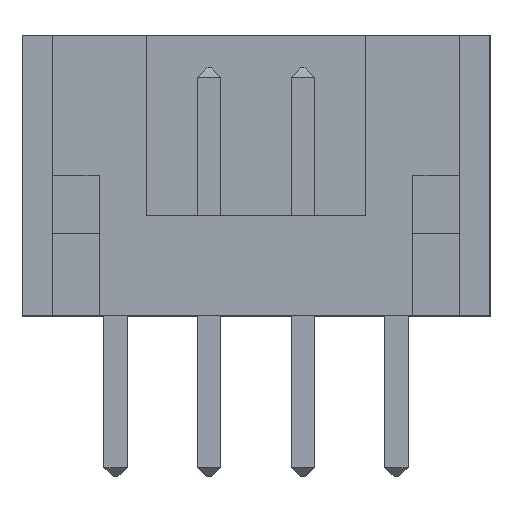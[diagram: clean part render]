
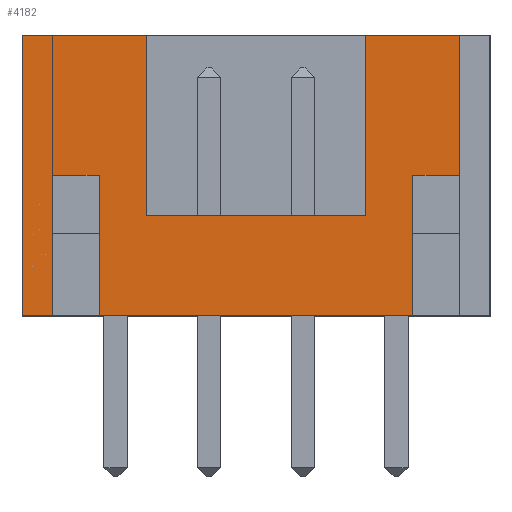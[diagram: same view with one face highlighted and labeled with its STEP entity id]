
A CAD part, top view. The second image highlights one B-rep face of the part: STEP entity #4182.
In plain terms, the highlighted planar face has unit normal (0, 0, 1).
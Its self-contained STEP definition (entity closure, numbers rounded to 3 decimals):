
#70 = VECTOR ( 'NONE', #3527, 1000. ) ;
#104 = VERTEX_POINT ( 'NONE', #727 ) ;
#145 = DIRECTION ( 'NONE',  ( 1., 0., 0. ) ) ;
#156 = EDGE_CURVE ( 'NONE', #505, #999, #3280, .T. ) ;
#176 = LINE ( 'NONE', #1032, #70 ) ;
#193 = CARTESIAN_POINT ( 'NONE',  ( 0., 6., 4.8 ) ) ;
#257 = VERTEX_POINT ( 'NONE', #2909 ) ;
#261 = EDGE_CURVE ( 'NONE', #1336, #1237, #4424, .T. ) ;
#306 = ORIENTED_EDGE ( 'NONE', *, *, #3103, .T. ) ;
#323 = LINE ( 'NONE', #527, #4277 ) ;
#329 = VECTOR ( 'NONE', #4466, 1000. ) ;
#338 = LINE ( 'NONE', #1043, #3952 ) ;
#356 = LINE ( 'NONE', #2890, #4197 ) ;
#382 = VERTEX_POINT ( 'NONE', #2641 ) ;
#444 = DIRECTION ( 'NONE',  ( 0., 1., 0. ) ) ;
#489 = LINE ( 'NONE', #1926, #1203 ) ;
#505 = VERTEX_POINT ( 'NONE', #3024 ) ;
#527 = CARTESIAN_POINT ( 'NONE',  ( 10., 0., 4.8 ) ) ;
#609 = LINE ( 'NONE', #4216, #1391 ) ;
#635 = EDGE_LOOP ( 'NONE', ( #3500, #3299, #1584, #4269, #1881, #3077, #4414, #2970, #4245, #1177, #306, #3544, #4387, #1347, #2116, #1721 ) ) ;
#719 = DIRECTION ( 'NONE',  ( 1., 0., 0. ) ) ;
#721 = VECTOR ( 'NONE', #3802, 1000. ) ;
#727 = CARTESIAN_POINT ( 'NONE',  ( 7.35, 6., 4.8 ) ) ;
#812 = LINE ( 'NONE', #2042, #1546 ) ;
#874 = DIRECTION ( 'NONE',  ( 0., -1., 0. ) ) ;
#920 = CARTESIAN_POINT ( 'NONE',  ( 8.35, 3., 4.8 ) ) ;
#936 = CARTESIAN_POINT ( 'NONE',  ( 7.35, 2.134, 4.8 ) ) ;
#937 = CARTESIAN_POINT ( 'NONE',  ( 0.65, 0., 4.8 ) ) ;
#957 = DIRECTION ( 'NONE',  ( 0., -1., 0. ) ) ;
#999 = VERTEX_POINT ( 'NONE', #2915 ) ;
#1030 = CARTESIAN_POINT ( 'NONE',  ( 0., 2.134, 4.8 ) ) ;
#1032 = CARTESIAN_POINT ( 'NONE',  ( 0., 6., 4.8 ) ) ;
#1043 = CARTESIAN_POINT ( 'NONE',  ( 0., 6., 4.8 ) ) ;
#1156 = AXIS2_PLACEMENT_3D ( 'NONE', #4416, #4090, #2333 ) ;
#1160 = LINE ( 'NONE', #3117, #721 ) ;
#1162 = EDGE_CURVE ( 'NONE', #1237, #1811, #2557, .T. ) ;
#1177 = ORIENTED_EDGE ( 'NONE', *, *, #4350, .T. ) ;
#1203 = VECTOR ( 'NONE', #145, 1000. ) ;
#1237 = VERTEX_POINT ( 'NONE', #2385 ) ;
#1285 = PLANE ( 'NONE',  #1156 ) ;
#1336 = VERTEX_POINT ( 'NONE', #4400 ) ;
#1347 = ORIENTED_EDGE ( 'NONE', *, *, #2027, .T. ) ;
#1352 = VERTEX_POINT ( 'NONE', #193 ) ;
#1391 = VECTOR ( 'NONE', #1817, 1000. ) ;
#1460 = EDGE_CURVE ( 'NONE', #999, #1814, #356, .T. ) ;
#1539 = VERTEX_POINT ( 'NONE', #2248 ) ;
#1546 = VECTOR ( 'NONE', #957, 1000. ) ;
#1584 = ORIENTED_EDGE ( 'NONE', *, *, #3104, .T. ) ;
#1721 = ORIENTED_EDGE ( 'NONE', *, *, #2142, .T. ) ;
#1755 = DIRECTION ( 'NONE',  ( -1., 0., 0. ) ) ;
#1811 = VERTEX_POINT ( 'NONE', #3729 ) ;
#1814 = VERTEX_POINT ( 'NONE', #920 ) ;
#1817 = DIRECTION ( 'NONE',  ( 0., -1., 0. ) ) ;
#1881 = ORIENTED_EDGE ( 'NONE', *, *, #1162, .T. ) ;
#1890 = LINE ( 'NONE', #4035, #3839 ) ;
#1905 = CARTESIAN_POINT ( 'NONE',  ( 0., 0., 4.8 ) ) ;
#1926 = CARTESIAN_POINT ( 'NONE',  ( 0., 0., 4.8 ) ) ;
#1987 = CARTESIAN_POINT ( 'NONE',  ( 9.35, 0., 4.8 ) ) ;
#2027 = EDGE_CURVE ( 'NONE', #257, #104, #176, .T. ) ;
#2042 = CARTESIAN_POINT ( 'NONE',  ( 0., 0., 4.8 ) ) ;
#2116 = ORIENTED_EDGE ( 'NONE', *, *, #4415, .T. ) ;
#2117 = LINE ( 'NONE', #2377, #3831 ) ;
#2142 = EDGE_CURVE ( 'NONE', #2430, #4493, #4465, .T. ) ;
#2166 = DIRECTION ( 'NONE',  ( -1., 0., 0. ) ) ;
#2248 = CARTESIAN_POINT ( 'NONE',  ( 1.65, 3., 4.8 ) ) ;
#2309 = CARTESIAN_POINT ( 'NONE',  ( 2.65, 6., 4.8 ) ) ;
#2333 = DIRECTION ( 'NONE',  ( 1., 0., 0. ) ) ;
#2377 = CARTESIAN_POINT ( 'NONE',  ( 1.65, 0., 4.8 ) ) ;
#2385 = CARTESIAN_POINT ( 'NONE',  ( 0.65, 0., 4.8 ) ) ;
#2430 = VERTEX_POINT ( 'NONE', #936 ) ;
#2453 = CARTESIAN_POINT ( 'NONE',  ( 0., 0., 4.8 ) ) ;
#2500 = VECTOR ( 'NONE', #4455, 1000. ) ;
#2502 = EDGE_CURVE ( 'NONE', #2911, #1352, #338, .T. ) ;
#2504 = CARTESIAN_POINT ( 'NONE',  ( 9.35, 0., 4.8 ) ) ;
#2557 = LINE ( 'NONE', #937, #329 ) ;
#2641 = CARTESIAN_POINT ( 'NONE',  ( 10., 0., 4.8 ) ) ;
#2815 = VECTOR ( 'NONE', #719, 1000. ) ;
#2872 = EDGE_CURVE ( 'NONE', #4519, #382, #489, .T. ) ;
#2890 = CARTESIAN_POINT ( 'NONE',  ( 8.35, 0., 4.8 ) ) ;
#2909 = CARTESIAN_POINT ( 'NONE',  ( 10., 6., 4.8 ) ) ;
#2911 = VERTEX_POINT ( 'NONE', #2309 ) ;
#2915 = CARTESIAN_POINT ( 'NONE',  ( 8.35, 0., 4.8 ) ) ;
#2963 = EDGE_CURVE ( 'NONE', #382, #257, #323, .T. ) ;
#2970 = ORIENTED_EDGE ( 'NONE', *, *, #156, .T. ) ;
#2972 = DIRECTION ( 'NONE',  ( 1., 0., 0. ) ) ;
#3001 = EDGE_CURVE ( 'NONE', #1811, #1539, #1890, .T. ) ;
#3010 = DIRECTION ( 'NONE',  ( 1., 0., 0. ) ) ;
#3024 = CARTESIAN_POINT ( 'NONE',  ( 1.65, 0., 4.8 ) ) ;
#3077 = ORIENTED_EDGE ( 'NONE', *, *, #3001, .T. ) ;
#3103 = EDGE_CURVE ( 'NONE', #3231, #4519, #4439, .T. ) ;
#3104 = EDGE_CURVE ( 'NONE', #1352, #1336, #812, .T. ) ;
#3117 = CARTESIAN_POINT ( 'NONE',  ( 0., 3., 4.8 ) ) ;
#3231 = VERTEX_POINT ( 'NONE', #3879 ) ;
#3280 = LINE ( 'NONE', #2453, #2815 ) ;
#3299 = ORIENTED_EDGE ( 'NONE', *, *, #2502, .T. ) ;
#3318 = FACE_OUTER_BOUND ( 'NONE', #635, .T. ) ;
#3418 = VECTOR ( 'NONE', #1755, 1000. ) ;
#3472 = EDGE_CURVE ( 'NONE', #1539, #505, #2117, .T. ) ;
#3500 = ORIENTED_EDGE ( 'NONE', *, *, #3918, .T. ) ;
#3527 = DIRECTION ( 'NONE',  ( -1., 0., 0. ) ) ;
#3544 = ORIENTED_EDGE ( 'NONE', *, *, #2872, .T. ) ;
#3575 = LINE ( 'NONE', #3925, #3860 ) ;
#3588 = DIRECTION ( 'NONE',  ( 0., 1., 0. ) ) ;
#3729 = CARTESIAN_POINT ( 'NONE',  ( 0.65, 3., 4.8 ) ) ;
#3802 = DIRECTION ( 'NONE',  ( 1., 0., 0. ) ) ;
#3831 = VECTOR ( 'NONE', #874, 1000. ) ;
#3839 = VECTOR ( 'NONE', #3010, 1000. ) ;
#3860 = VECTOR ( 'NONE', #444, 1000. ) ;
#3879 = CARTESIAN_POINT ( 'NONE',  ( 9.35, 3., 4.8 ) ) ;
#3918 = EDGE_CURVE ( 'NONE', #4493, #2911, #3575, .T. ) ;
#3925 = CARTESIAN_POINT ( 'NONE',  ( 2.65, 0., 4.8 ) ) ;
#3952 = VECTOR ( 'NONE', #2166, 1000. ) ;
#4035 = CARTESIAN_POINT ( 'NONE',  ( 0., 3., 4.8 ) ) ;
#4082 = DIRECTION ( 'NONE',  ( 0., 1., 0. ) ) ;
#4090 = DIRECTION ( 'NONE',  ( 0., 0., 1. ) ) ;
#4182 = ADVANCED_FACE ( 'NONE', ( #3318 ), #1285, .T. ) ;
#4197 = VECTOR ( 'NONE', #3588, 1000. ) ;
#4216 = CARTESIAN_POINT ( 'NONE',  ( 7.35, 0., 4.8 ) ) ;
#4245 = ORIENTED_EDGE ( 'NONE', *, *, #1460, .T. ) ;
#4247 = CARTESIAN_POINT ( 'NONE',  ( 2.65, 2.134, 4.8 ) ) ;
#4269 = ORIENTED_EDGE ( 'NONE', *, *, #261, .T. ) ;
#4277 = VECTOR ( 'NONE', #4082, 1000. ) ;
#4315 = VECTOR ( 'NONE', #2972, 1000. ) ;
#4350 = EDGE_CURVE ( 'NONE', #1814, #3231, #1160, .T. ) ;
#4387 = ORIENTED_EDGE ( 'NONE', *, *, #2963, .T. ) ;
#4400 = CARTESIAN_POINT ( 'NONE',  ( 0., 0., 4.8 ) ) ;
#4414 = ORIENTED_EDGE ( 'NONE', *, *, #3472, .T. ) ;
#4415 = EDGE_CURVE ( 'NONE', #104, #2430, #609, .T. ) ;
#4416 = CARTESIAN_POINT ( 'NONE',  ( 0., 0., 4.8 ) ) ;
#4424 = LINE ( 'NONE', #1905, #4315 ) ;
#4439 = LINE ( 'NONE', #1987, #2500 ) ;
#4455 = DIRECTION ( 'NONE',  ( 0., -1., 0. ) ) ;
#4465 = LINE ( 'NONE', #1030, #3418 ) ;
#4466 = DIRECTION ( 'NONE',  ( 0., 1., 0. ) ) ;
#4493 = VERTEX_POINT ( 'NONE', #4247 ) ;
#4519 = VERTEX_POINT ( 'NONE', #2504 ) ;
